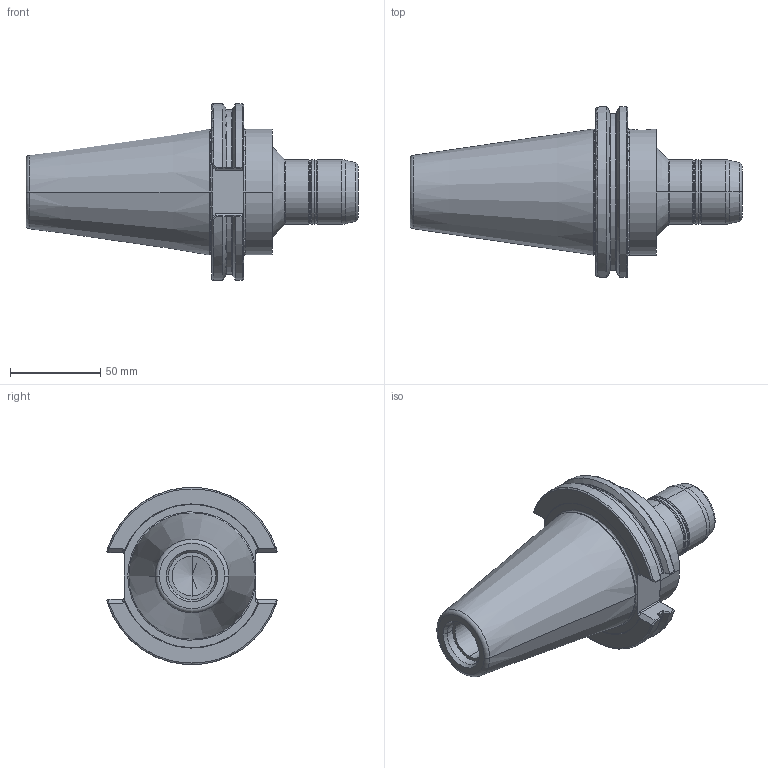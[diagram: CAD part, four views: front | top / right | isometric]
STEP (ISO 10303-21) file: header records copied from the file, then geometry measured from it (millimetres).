
FILE_DESCRIPTION (( 'STEP AP214' ), '1' );
FILE_NAME ('BCV50-MGT6-3.25.STEP', '2016-06-07T16:15:42', ( '' ), ( '' ), 'SwSTEP 2.0', 'SolidWorks 2016', '' );
FILE_SCHEMA (( 'AUTOMOTIVE_DESIGN' ));
Length unit declared in the file: millimetre
Products named in the file (1): BCV50-MGT6-3.25
Bounding box: 184.15 x 94.62 x 98.1 mm (x, y, z)
Volume: 446459.4 mm3; surface area: 51313.2 mm2
Topology: 1 solids, 1 shells, 153 faces, 375 edges, 226 vertices
Faces by surface type: cylinder 44, plane 41, cone 28, torus 20, bspline 20
Entity records: 5028 total; most frequent: CARTESIAN_POINT 1658, ORIENTED_EDGE 742, DIRECTION 619, EDGE_CURVE 371, AXIS2_PLACEMENT_3D 246, VERTEX_POINT 226, EDGE_LOOP 159, ADVANCED_FACE 153
